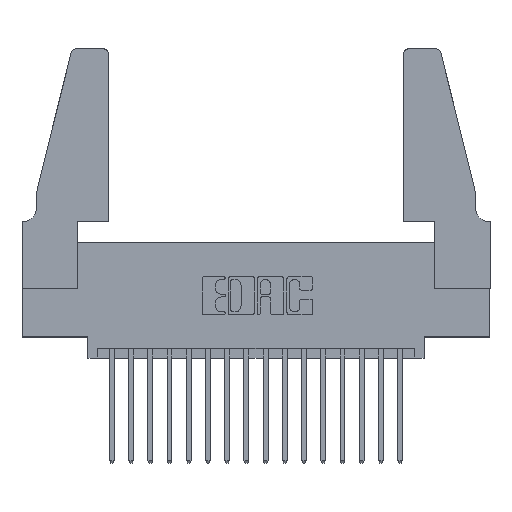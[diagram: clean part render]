
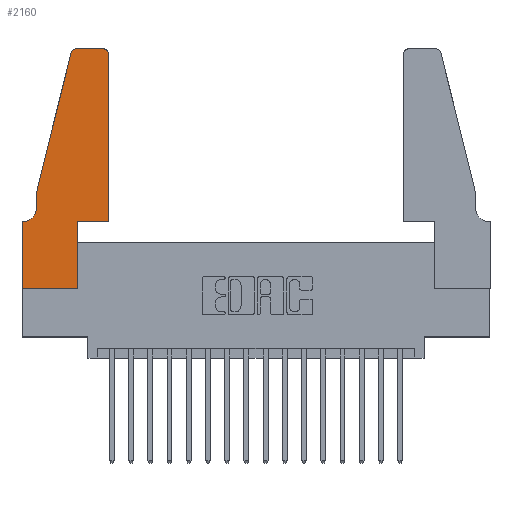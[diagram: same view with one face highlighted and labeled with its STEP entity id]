
A CAD part, top view. The second image highlights one B-rep face of the part: STEP entity #2160.
In plain terms, the highlighted planar face has unit normal (0, 0, 1).
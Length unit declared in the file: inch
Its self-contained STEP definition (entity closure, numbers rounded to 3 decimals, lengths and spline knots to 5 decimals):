
#40 = VERTEX_POINT ( 'NONE', #10505 ) ;
#174 = LINE ( 'NONE', #7733, #14924 ) ;
#446 = LINE ( 'NONE', #14240, #15598 ) ;
#496 = DIRECTION ( 'NONE',  ( 0., 0., -1. ) ) ;
#969 = CARTESIAN_POINT ( 'NONE',  ( 0.4205, 1.25, 0.37 ) ) ;
#1058 = VECTOR ( 'NONE', #2233, 39.37008 ) ;
#1262 = DIRECTION ( 'NONE',  ( 0., 0., 1. ) ) ;
#1466 = VERTEX_POINT ( 'NONE', #3047 ) ;
#2160 = ADVANCED_FACE ( 'NONE', ( #14666 ), #3916, .T. ) ;
#2233 = DIRECTION ( 'NONE',  ( 0., -1., 0. ) ) ;
#2246 = ORIENTED_EDGE ( 'NONE', *, *, #17993, .T. ) ;
#2810 = DIRECTION ( 'NONE',  ( 1., 0., 0. ) ) ;
#2850 = DIRECTION ( 'NONE',  ( 0., 0., 1. ) ) ;
#2907 = VECTOR ( 'NONE', #15117, 39.37008 ) ;
#2994 = EDGE_CURVE ( 'NONE', #17863, #17618, #8563, .T. ) ;
#3047 = CARTESIAN_POINT ( 'NONE',  ( 0.0755, 0.5, 0.37 ) ) ;
#3127 = CARTESIAN_POINT ( 'NONE',  ( 0., 0.35, 0.37 ) ) ;
#3823 = ORIENTED_EDGE ( 'NONE', *, *, #6072, .T. ) ;
#3916 = PLANE ( 'NONE',  #4350 ) ;
#4113 = EDGE_CURVE ( 'NONE', #9749, #10975, #9595, .T. ) ;
#4297 = ORIENTED_EDGE ( 'NONE', *, *, #4113, .T. ) ;
#4350 = AXIS2_PLACEMENT_3D ( 'NONE', #3127, #2850, #2810 ) ;
#4441 = DIRECTION ( 'NONE',  ( 1., 0., 0. ) ) ;
#4633 = VECTOR ( 'NONE', #12781, 39.37008 ) ;
#4753 = EDGE_CURVE ( 'NONE', #17618, #1466, #7694, .T. ) ;
#4889 = ORIENTED_EDGE ( 'NONE', *, *, #7717, .T. ) ;
#5198 = EDGE_CURVE ( 'NONE', #11421, #16451, #18296, .T. ) ;
#5221 = VERTEX_POINT ( 'NONE', #9029 ) ;
#5253 = CARTESIAN_POINT ( 'NONE',  ( 0.4505, 1.22, 0.37 ) ) ;
#6072 = EDGE_CURVE ( 'NONE', #40, #9749, #12025, .T. ) ;
#6214 = CARTESIAN_POINT ( 'NONE',  ( 0.4205, 1.22, 0.37 ) ) ;
#7213 = VECTOR ( 'NONE', #16049, 39.37008 ) ;
#7378 = CARTESIAN_POINT ( 'NONE',  ( 0.4505, 0.35, 0.37 ) ) ;
#7473 = CARTESIAN_POINT ( 'NONE',  ( 0.284, 1.25, 0.37 ) ) ;
#7687 = DIRECTION ( 'NONE',  ( 1., 0., 0. ) ) ;
#7694 = LINE ( 'NONE', #16452, #2907 ) ;
#7717 = EDGE_CURVE ( 'NONE', #1466, #40, #15455, .T. ) ;
#7733 = CARTESIAN_POINT ( 'NONE',  ( 0.2865, 0.35, 0.37 ) ) ;
#7811 = VECTOR ( 'NONE', #10152, 39.37008 ) ;
#8288 = CARTESIAN_POINT ( 'NONE',  ( 0.0755, 0.35, 0.37 ) ) ;
#8429 = CARTESIAN_POINT ( 'NONE',  ( 0.25487, 1.22718, 0.37 ) ) ;
#8477 = EDGE_CURVE ( 'NONE', #10635, #11421, #10647, .T. ) ;
#8563 = CIRCLE ( 'NONE', #16859, 0.03 ) ;
#8650 = DIRECTION ( 'NONE',  ( -1., 0., 0. ) ) ;
#8664 = CARTESIAN_POINT ( 'NONE',  ( 0.0755, 0.5, 0.37 ) ) ;
#8755 = AXIS2_PLACEMENT_3D ( 'NONE', #9183, #496, #10585 ) ;
#9029 = CARTESIAN_POINT ( 'NONE',  ( 0.2865, 0., 0.37 ) ) ;
#9183 = CARTESIAN_POINT ( 'NONE',  ( 0.0055, 0.42, 0.37 ) ) ;
#9539 = VERTEX_POINT ( 'NONE', #17796 ) ;
#9595 = LINE ( 'NONE', #8288, #12721 ) ;
#9749 = VERTEX_POINT ( 'NONE', #9993 ) ;
#9841 = VERTEX_POINT ( 'NONE', #12961 ) ;
#9902 = CARTESIAN_POINT ( 'NONE',  ( 0.284, 1.22, 0.37 ) ) ;
#9913 = ORIENTED_EDGE ( 'NONE', *, *, #13604, .T. ) ;
#9993 = CARTESIAN_POINT ( 'NONE',  ( 0.0055, 0.35, 0.37 ) ) ;
#10077 = CARTESIAN_POINT ( 'NONE',  ( 0., 0.35, 0.37 ) ) ;
#10152 = DIRECTION ( 'NONE',  ( 0., 1., 0. ) ) ;
#10505 = CARTESIAN_POINT ( 'NONE',  ( 0.0755, 0.42, 0.37 ) ) ;
#10585 = DIRECTION ( 'NONE',  ( -1., 0., 0. ) ) ;
#10635 = VERTEX_POINT ( 'NONE', #12081 ) ;
#10647 = LINE ( 'NONE', #7378, #7811 ) ;
#10823 = CARTESIAN_POINT ( 'NONE',  ( 0., 0., 0.37 ) ) ;
#10911 = ORIENTED_EDGE ( 'NONE', *, *, #4753, .T. ) ;
#10975 = VERTEX_POINT ( 'NONE', #10077 ) ;
#11076 = EDGE_LOOP ( 'NONE', ( #15028, #18261, #10911, #4889, #3823, #4297, #11430, #9913, #2246, #16294, #17155, #17584 ) ) ;
#11300 = DIRECTION ( 'NONE',  ( 1., 0., 0. ) ) ;
#11421 = VERTEX_POINT ( 'NONE', #5253 ) ;
#11430 = ORIENTED_EDGE ( 'NONE', *, *, #13737, .T. ) ;
#11645 = AXIS2_PLACEMENT_3D ( 'NONE', #6214, #16024, #7687 ) ;
#12018 = LINE ( 'NONE', #10823, #1058 ) ;
#12025 = CIRCLE ( 'NONE', #8755, 0.07 ) ;
#12081 = CARTESIAN_POINT ( 'NONE',  ( 0.4505, 0.35, 0.37 ) ) ;
#12721 = VECTOR ( 'NONE', #15202, 39.37008 ) ;
#12781 = DIRECTION ( 'NONE',  ( 0., -1., 0. ) ) ;
#12935 = CARTESIAN_POINT ( 'NONE',  ( 0.4505, 0.35, 0.37 ) ) ;
#12961 = CARTESIAN_POINT ( 'NONE',  ( 0., 0., 0.37 ) ) ;
#13254 = CARTESIAN_POINT ( 'NONE',  ( 0., 0., 0.37 ) ) ;
#13604 = EDGE_CURVE ( 'NONE', #9841, #5221, #14635, .T. ) ;
#13737 = EDGE_CURVE ( 'NONE', #10975, #9841, #12018, .T. ) ;
#13747 = LINE ( 'NONE', #12935, #16561 ) ;
#14073 = EDGE_CURVE ( 'NONE', #9539, #10635, #13747, .T. ) ;
#14240 = CARTESIAN_POINT ( 'NONE',  ( 0.2605, 1.25, 0.37 ) ) ;
#14635 = LINE ( 'NONE', #13254, #7213 ) ;
#14666 = FACE_OUTER_BOUND ( 'NONE', #11076, .T. ) ;
#14924 = VECTOR ( 'NONE', #16064, 39.37008 ) ;
#15028 = ORIENTED_EDGE ( 'NONE', *, *, #18372, .T. ) ;
#15117 = DIRECTION ( 'NONE',  ( -0.239, -0.971, 0. ) ) ;
#15202 = DIRECTION ( 'NONE',  ( -1., 0., 0. ) ) ;
#15455 = LINE ( 'NONE', #8664, #4633 ) ;
#15598 = VECTOR ( 'NONE', #8650, 39.37008 ) ;
#16024 = DIRECTION ( 'NONE',  ( 0., 0., 1. ) ) ;
#16049 = DIRECTION ( 'NONE',  ( 1., 0., 0. ) ) ;
#16064 = DIRECTION ( 'NONE',  ( 0., 1., 0. ) ) ;
#16294 = ORIENTED_EDGE ( 'NONE', *, *, #14073, .T. ) ;
#16451 = VERTEX_POINT ( 'NONE', #969 ) ;
#16452 = CARTESIAN_POINT ( 'NONE',  ( 0.0755, 0.5, 0.37 ) ) ;
#16561 = VECTOR ( 'NONE', #4441, 39.37008 ) ;
#16859 = AXIS2_PLACEMENT_3D ( 'NONE', #9902, #1262, #11300 ) ;
#17155 = ORIENTED_EDGE ( 'NONE', *, *, #8477, .T. ) ;
#17584 = ORIENTED_EDGE ( 'NONE', *, *, #5198, .T. ) ;
#17618 = VERTEX_POINT ( 'NONE', #8429 ) ;
#17796 = CARTESIAN_POINT ( 'NONE',  ( 0.2865, 0.35, 0.37 ) ) ;
#17863 = VERTEX_POINT ( 'NONE', #7473 ) ;
#17993 = EDGE_CURVE ( 'NONE', #5221, #9539, #174, .T. ) ;
#18261 = ORIENTED_EDGE ( 'NONE', *, *, #2994, .T. ) ;
#18296 = CIRCLE ( 'NONE', #11645, 0.03 ) ;
#18372 = EDGE_CURVE ( 'NONE', #16451, #17863, #446, .T. ) ;
